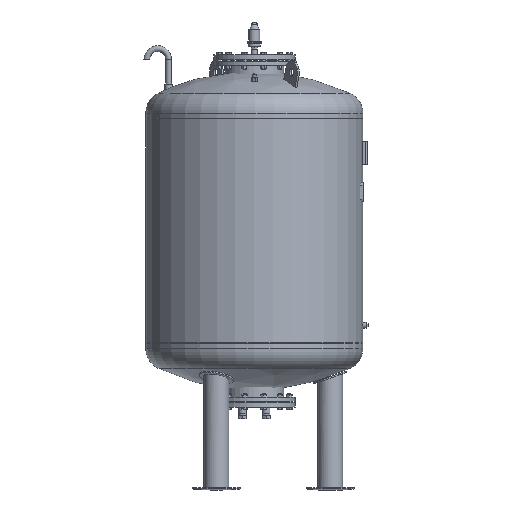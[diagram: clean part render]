
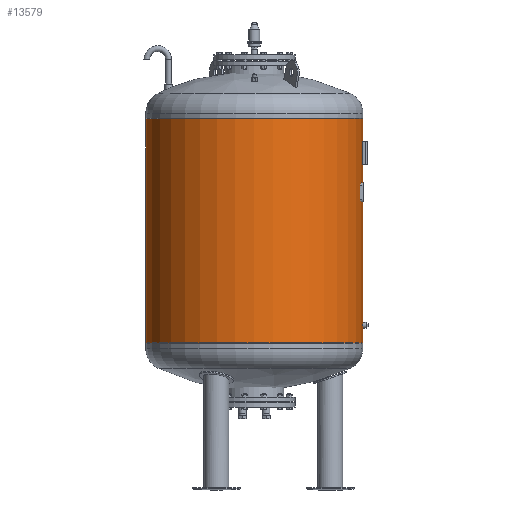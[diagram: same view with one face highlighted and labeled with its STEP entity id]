
A CAD part, left-side view. The second image highlights one B-rep face of the part: STEP entity #13579.
In plain terms, the highlighted cylindrical face has radius 500 mm (diameter 1000 mm), a full revolution.
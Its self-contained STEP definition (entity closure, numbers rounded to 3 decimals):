
#3717=FACE_BOUND('',#5366,.T.);
#4347=FACE_OUTER_BOUND('',#5365,.T.);
#5365=EDGE_LOOP('',(#11615));
#5366=EDGE_LOOP('',(#11616));
#6103=CIRCLE('',#14752,500.);
#6105=CIRCLE('',#14756,500.);
#7034=VERTEX_POINT('',#21796);
#7036=VERTEX_POINT('',#21802);
#8654=EDGE_CURVE('',#7034,#7034,#6103,.T.);
#8656=EDGE_CURVE('',#7036,#7036,#6105,.T.);
#11615=ORIENTED_EDGE('',*,*,#8654,.F.);
#11616=ORIENTED_EDGE('',*,*,#8656,.T.);
#13013=CYLINDRICAL_SURFACE('',#14757,500.);
#13579=ADVANCED_FACE('',(#4347,#3717),#13013,.T.);
#14752=AXIS2_PLACEMENT_3D('',#21797,#17684,#17685);
#14756=AXIS2_PLACEMENT_3D('',#21803,#17692,#17693);
#14757=AXIS2_PLACEMENT_3D('',#21804,#17694,#17695);
#17684=DIRECTION('center_axis',(0.,0.,1.));
#17685=DIRECTION('ref_axis',(1.,0.,0.));
#17692=DIRECTION('center_axis',(0.,0.,1.));
#17693=DIRECTION('ref_axis',(1.,0.,0.));
#17694=DIRECTION('center_axis',(0.,0.,1.));
#17695=DIRECTION('ref_axis',(1.,0.,0.));
#21796=CARTESIAN_POINT('',(500.,0.,1711.5));
#21797=CARTESIAN_POINT('Origin',(0.,0.,1711.5));
#21802=CARTESIAN_POINT('',(500.,0.,680.5));
#21803=CARTESIAN_POINT('Origin',(0.,0.,680.5));
#21804=CARTESIAN_POINT('Origin',(0.,0.,1452.25));
